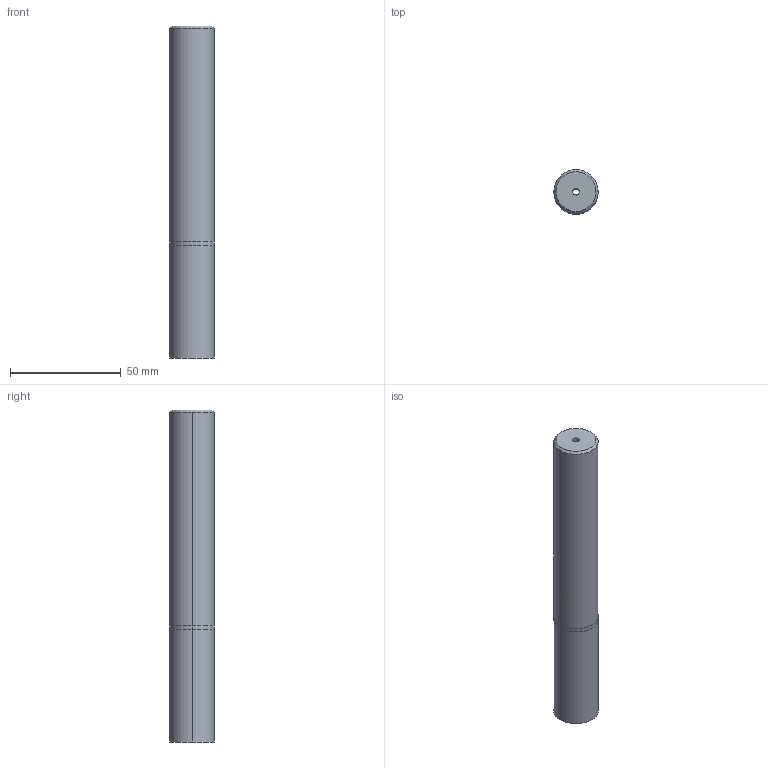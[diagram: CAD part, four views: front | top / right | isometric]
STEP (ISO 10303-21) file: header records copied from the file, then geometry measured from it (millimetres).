
FILE_DESCRIPTION(('STEP AP214'),'1');
FILE_NAME('NBK2020C50_3.5ISO_AC.stp','2022-06-21T12:44:35',(' '),(' '),'Spatial InterOp 3D',' ',' ');
FILE_SCHEMA(('AUTOMOTIVE_DESIGN { 1 0 10303 214 1 1 1 1 }'));
Length unit declared in the file: millimetre
Products named in the file (1): 1
Bounding box: 20 x 20 x 150 mm (x, y, z)
Volume: 46033.2 mm3; surface area: 12642.9 mm2
Topology: 3 solids, 3 shells, 20 faces, 40 edges, 26 vertices
Faces by surface type: cylinder 12, plane 6, cone 2
Entity records: 594 total; most frequent: DIRECTION 112, CARTESIAN_POINT 89, ORIENTED_EDGE 80, AXIS2_PLACEMENT_3D 49, EDGE_CURVE 40, EDGE_LOOP 26, VERTEX_POINT 26, CIRCLE 26
